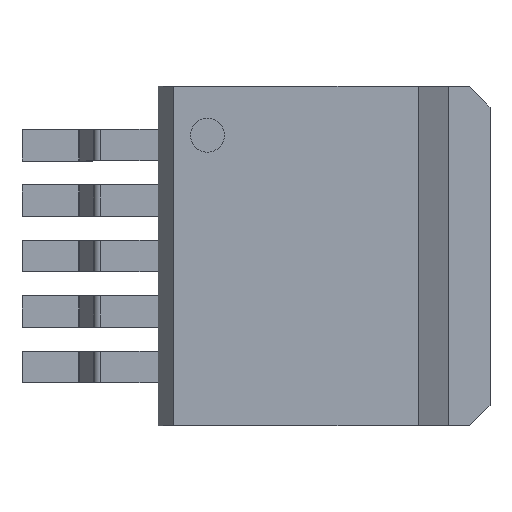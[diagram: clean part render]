
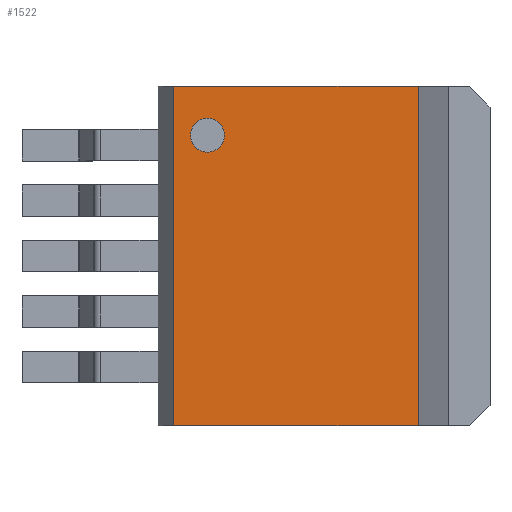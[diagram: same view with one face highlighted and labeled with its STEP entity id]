
A CAD part, top view. The second image highlights one B-rep face of the part: STEP entity #1522.
In plain terms, the highlighted planar face has unit normal (0, 0, 1).
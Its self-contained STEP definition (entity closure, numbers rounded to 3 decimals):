
#31=FACE_BOUND('',#196,.T.);
#37=PLANE('',#1634);
#106=FACE_OUTER_BOUND('',#195,.T.);
#195=EDGE_LOOP('',(#1075,#1076,#1077,#1078));
#196=EDGE_LOOP('',(#1079));
#289=LINE('',#2236,#469);
#294=LINE('',#2245,#474);
#295=LINE('',#2248,#475);
#296=LINE('',#2249,#476);
#469=VECTOR('',#1786,10.);
#474=VECTOR('',#1793,10.);
#475=VECTOR('',#1796,10.);
#476=VECTOR('',#1797,10.);
#640=CIRCLE('',#1628,0.521);
#682=VERTEX_POINT('',#2211);
#690=VERTEX_POINT('',#2233);
#691=VERTEX_POINT('',#2235);
#694=VERTEX_POINT('',#2243);
#695=VERTEX_POINT('',#2247);
#831=EDGE_CURVE('',#682,#682,#640,.T.);
#841=EDGE_CURVE('',#690,#691,#289,.T.);
#846=EDGE_CURVE('',#694,#690,#294,.T.);
#847=EDGE_CURVE('',#694,#695,#295,.T.);
#848=EDGE_CURVE('',#691,#695,#296,.T.);
#1075=ORIENTED_EDGE('',*,*,#846,.F.);
#1076=ORIENTED_EDGE('',*,*,#847,.T.);
#1077=ORIENTED_EDGE('',*,*,#848,.F.);
#1078=ORIENTED_EDGE('',*,*,#841,.F.);
#1079=ORIENTED_EDGE('',*,*,#831,.T.);
#1522=ADVANCED_FACE('',(#106,#31),#37,.T.);
#1628=AXIS2_PLACEMENT_3D('',#2213,#1767,#1768);
#1634=AXIS2_PLACEMENT_3D('',#2246,#1794,#1795);
#1767=DIRECTION('center_axis',(0.,0.,-1.));
#1768=DIRECTION('ref_axis',(1.,0.,0.));
#1786=DIRECTION('',(1.,0.,0.));
#1793=DIRECTION('',(0.,1.,0.));
#1794=DIRECTION('center_axis',(0.,0.,1.));
#1795=DIRECTION('ref_axis',(0.,-1.,0.));
#1796=DIRECTION('',(1.,0.,0.));
#1797=DIRECTION('',(0.,-1.,0.));
#2211=CARTESIAN_POINT('',(-2.01,3.699,4.65));
#2213=CARTESIAN_POINT('Origin',(-1.489,3.699,4.65));
#2233=CARTESIAN_POINT('',(-2.53,5.205,4.65));
#2235=CARTESIAN_POINT('',(4.975,5.205,4.65));
#2236=CARTESIAN_POINT('',(-2.995,5.205,4.65));
#2243=CARTESIAN_POINT('',(-2.53,-5.205,4.65));
#2245=CARTESIAN_POINT('',(-2.53,2.603,4.65));
#2246=CARTESIAN_POINT('Origin',(-2.995,5.205,4.65));
#2247=CARTESIAN_POINT('',(4.975,-5.205,4.65));
#2248=CARTESIAN_POINT('',(-2.995,-5.205,4.65));
#2249=CARTESIAN_POINT('',(4.975,2.603,4.65));
